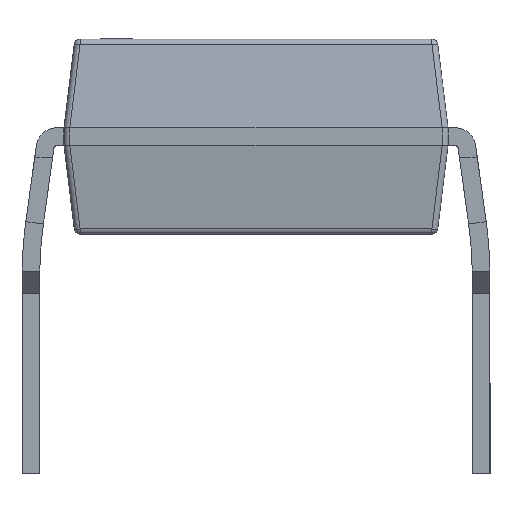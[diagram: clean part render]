
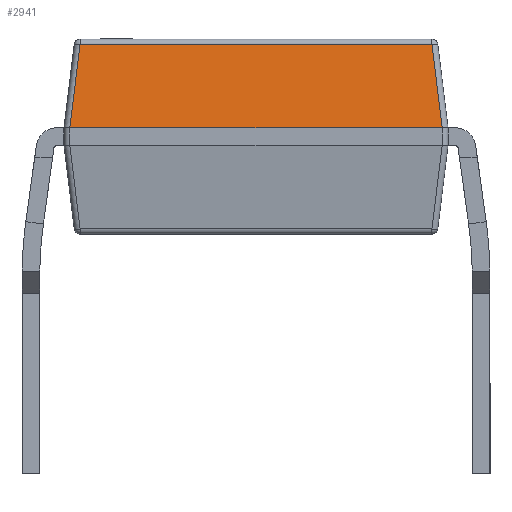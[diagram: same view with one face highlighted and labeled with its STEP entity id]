
A CAD part, left-side view. The second image highlights one B-rep face of the part: STEP entity #2941.
In plain terms, the highlighted planar face has unit normal (-0.993, 0, 0.122).
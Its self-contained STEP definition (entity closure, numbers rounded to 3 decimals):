
#46 = VERTEX_POINT ( 'NONE', #12281 ) ;
#99 = CARTESIAN_POINT ( 'NONE',  ( -2.29, -3.15, 1.8 ) ) ;
#422 = VERTEX_POINT ( 'NONE', #1744 ) ;
#704 = DIRECTION ( 'NONE',  ( 0., -1., 0. ) ) ;
#1744 = CARTESIAN_POINT ( 'NONE',  ( -2.29, -3.151, 1.8 ) ) ;
#2175 = LINE ( 'NONE', #11060, #9499 ) ;
#2467 = EDGE_CURVE ( 'NONE', #15954, #11711, #2175, .T. ) ;
#2941 = ADVANCED_FACE ( 'NONE', ( #21581 ), #12717, .F. ) ;
#3650 = CARTESIAN_POINT ( 'NONE',  ( -2.29, 3.151, 1.8 ) ) ;
#3808 = VERTEX_POINT ( 'NONE', #7901 ) ;
#3869 = CARTESIAN_POINT ( 'NONE',  ( -2.29, 3.15, 1.8 ) ) ;
#4273 = DIRECTION ( 'NONE',  ( 0., 1., 0. ) ) ;
#4819 = AXIS2_PLACEMENT_3D ( 'NONE', #9450, #18508, #704 ) ;
#5226 = ORIENTED_EDGE ( 'NONE', *, *, #16396, .T. ) ;
#5474 =( BOUNDED_CURVE ( )  B_SPLINE_CURVE ( 3, ( #3650, #9263, #14277, #3869 ),
 .UNSPECIFIED., .F., .F. ) 
 B_SPLINE_CURVE_WITH_KNOTS ( ( 4, 4 ),
 ( 6.276, 6.283 ),
 .UNSPECIFIED. ) 
 CURVE ( )  GEOMETRIC_REPRESENTATION_ITEM ( )  RATIONAL_B_SPLINE_CURVE ( ( 1., 1., 1., 1. ) ) 
 REPRESENTATION_ITEM ( '' )  );
#5565 = CARTESIAN_POINT ( 'NONE',  ( -2.062, 2.923, 3.654 ) ) ;
#5625 = CARTESIAN_POINT ( 'NONE',  ( -2.29, -3.15, 1.8 ) ) ;
#5884 = ORIENTED_EDGE ( 'NONE', *, *, #18197, .T. ) ;
#6819 = LINE ( 'NONE', #22476, #7894 ) ;
#7629 = VERTEX_POINT ( 'NONE', #12261 ) ;
#7894 = VECTOR ( 'NONE', #17440, 1000. ) ;
#7901 = CARTESIAN_POINT ( 'NONE',  ( -2.29, 3.151, 1.8 ) ) ;
#8576 = ORIENTED_EDGE ( 'NONE', *, *, #11039, .T. ) ;
#8841 = ORIENTED_EDGE ( 'NONE', *, *, #19484, .T. ) ;
#8901 = EDGE_CURVE ( 'NONE', #7629, #3808, #14539, .T. ) ;
#9088 = VECTOR ( 'NONE', #4273, 1000. ) ;
#9263 = CARTESIAN_POINT ( 'NONE',  ( -2.29, 3.15, 1.8 ) ) ;
#9450 = CARTESIAN_POINT ( 'NONE',  ( -2.106, 0., 3.3 ) ) ;
#9499 = VECTOR ( 'NONE', #20238, 1000. ) ;
#11039 = EDGE_CURVE ( 'NONE', #46, #7629, #20250, .T. ) ;
#11060 = CARTESIAN_POINT ( 'NONE',  ( -2.29, -3.25, 1.8 ) ) ;
#11711 = VERTEX_POINT ( 'NONE', #18202 ) ;
#12261 = CARTESIAN_POINT ( 'NONE',  ( -2.117, 2.977, 3.212 ) ) ;
#12281 = CARTESIAN_POINT ( 'NONE',  ( -2.117, -2.977, 3.212 ) ) ;
#12566 = DIRECTION ( 'NONE',  ( -0.121, 0.121, -0.985 ) ) ;
#12717 = PLANE ( 'NONE',  #4819 ) ;
#12739 = CARTESIAN_POINT ( 'NONE',  ( -2.29, -3.151, 1.8 ) ) ;
#14277 = CARTESIAN_POINT ( 'NONE',  ( -2.29, 3.15, 1.8 ) ) ;
#14491 = CARTESIAN_POINT ( 'NONE',  ( -2.29, -3.15, 1.8 ) ) ;
#14539 = LINE ( 'NONE', #5565, #15368 ) ;
#15368 = VECTOR ( 'NONE', #12566, 1000. ) ;
#15954 = VERTEX_POINT ( 'NONE', #99 ) ;
#16396 = EDGE_CURVE ( 'NONE', #422, #46, #6819, .T. ) ;
#17440 = DIRECTION ( 'NONE',  ( 0.121, 0.121, 0.985 ) ) ;
#17920 = EDGE_LOOP ( 'NONE', ( #21411, #5884, #19677, #8841, #5226, #8576 ) ) ;
#18197 = EDGE_CURVE ( 'NONE', #3808, #11711, #5474, .T. ) ;
#18202 = CARTESIAN_POINT ( 'NONE',  ( -2.29, 3.15, 1.8 ) ) ;
#18508 = DIRECTION ( 'NONE',  ( 0.993, 0., -0.122 ) ) ;
#18726 = CARTESIAN_POINT ( 'NONE',  ( -2.117, 3.066, 3.212 ) ) ;
#19484 = EDGE_CURVE ( 'NONE', #15954, #422, #23068, .T. ) ;
#19677 = ORIENTED_EDGE ( 'NONE', *, *, #2467, .F. ) ;
#20238 = DIRECTION ( 'NONE',  ( 0., 1., 0. ) ) ;
#20250 = LINE ( 'NONE', #18726, #9088 ) ;
#21411 = ORIENTED_EDGE ( 'NONE', *, *, #8901, .T. ) ;
#21581 = FACE_OUTER_BOUND ( 'NONE', #17920, .T. ) ;
#21601 = CARTESIAN_POINT ( 'NONE',  ( -2.29, -3.15, 1.8 ) ) ;
#22476 = CARTESIAN_POINT ( 'NONE',  ( -2.062, -2.923, 3.654 ) ) ;
#23068 =( BOUNDED_CURVE ( )  B_SPLINE_CURVE ( 3, ( #14491, #21601, #5625, #12739 ),
 .UNSPECIFIED., .F., .F. ) 
 B_SPLINE_CURVE_WITH_KNOTS ( ( 4, 4 ),
 ( 0., 0.007 ),
 .UNSPECIFIED. ) 
 CURVE ( )  GEOMETRIC_REPRESENTATION_ITEM ( )  RATIONAL_B_SPLINE_CURVE ( ( 1., 1., 1., 1. ) ) 
 REPRESENTATION_ITEM ( '' )  );
